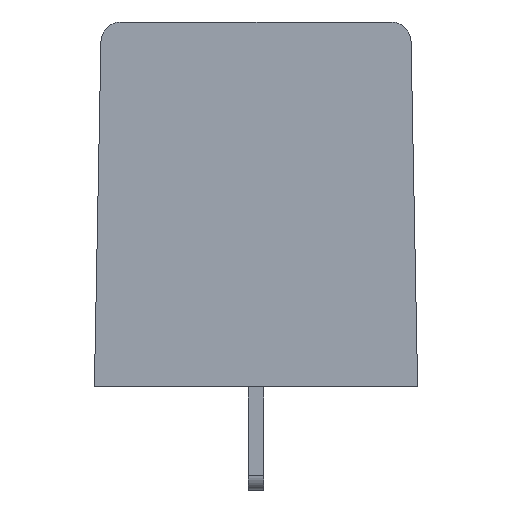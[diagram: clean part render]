
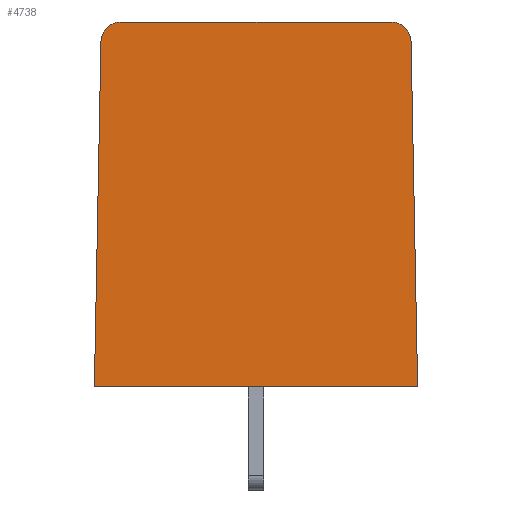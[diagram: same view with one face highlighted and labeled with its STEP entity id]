
A CAD part, left-side view. The second image highlights one B-rep face of the part: STEP entity #4738.
In plain terms, the highlighted planar face has unit normal (-1, 0, 0.011).
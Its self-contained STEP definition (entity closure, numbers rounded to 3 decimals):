
#4738=ADVANCED_FACE('',(#10164),#10166,.T.);
#10164=FACE_BOUND('',#10165,.T.);
#10165=EDGE_LOOP('',(#14690,#14691,#14692,#14693,#14694,#14695));
#10166=PLANE('',#10167);
#10167=AXIS2_PLACEMENT_3D('',#10168,#10169,#10170);
#10168=CARTESIAN_POINT('',(-38.95,8.15,0.));
#10169=DIRECTION('',(-1.,0.,0.011));
#10170=DIRECTION('',(0.,-1.,0.));
#14690=ORIENTED_EDGE('',*,*,#17200,.F.);
#14691=ORIENTED_EDGE('',*,*,#17209,.F.);
#14692=ORIENTED_EDGE('',*,*,#17207,.F.);
#14693=ORIENTED_EDGE('',*,*,#17206,.F.);
#14694=ORIENTED_EDGE('',*,*,#17203,.T.);
#14695=ORIENTED_EDGE('',*,*,#17201,.T.);
#17200=EDGE_CURVE('',#20003,#20001,#20005,.F.);
#17201=EDGE_CURVE('',#20006,#20001,#20007,.T.);
#17203=EDGE_CURVE('',#20009,#20006,#20010,.T.);
#17206=EDGE_CURVE('',#20009,#20012,#20014,.T.);
#17207=EDGE_CURVE('',#20012,#20015,#20016,.T.);
#17209=EDGE_CURVE('',#20015,#20003,#20018,.T.);
#20001=VERTEX_POINT('',#25885);
#20003=VERTEX_POINT('',#25889);
#20005=(BOUNDED_CURVE()B_SPLINE_CURVE(3,
(#25893,#25894,#25895,#25896),
.UNSPECIFIED.,.F.,.F.)B_SPLINE_CURVE_WITH_KNOTS((4,4),
(0.,1.),
.UNSPECIFIED.)CURVE()GEOMETRIC_REPRESENTATION_ITEM()RATIONAL_B_SPLINE_CURVE((1.,
0.809,0.809,1.))REPRESENTATION_ITEM(''));
#20006=VERTEX_POINT('',#25897);
#20007=LINE('',#25898,#25899);
#20009=VERTEX_POINT('',#25904);
#20010=LINE('',#25905,#25906);
#20012=VERTEX_POINT('',#25911);
#20014=LINE('',#25915,#25916);
#20015=VERTEX_POINT('',#25918);
#20016=(BOUNDED_CURVE()B_SPLINE_CURVE(3,
(#25919,#25920,#25921,#25922),
.UNSPECIFIED.,.F.,.F.)B_SPLINE_CURVE_WITH_KNOTS((4,4),
(0.,1.),
.UNSPECIFIED.)CURVE()GEOMETRIC_REPRESENTATION_ITEM()RATIONAL_B_SPLINE_CURVE((1.,
0.809,0.809,1.))REPRESENTATION_ITEM(''));
#20018=LINE('',#25926,#25927);
#25885=CARTESIAN_POINT('',(-38.761,-7.819,17.419));
#25889=CARTESIAN_POINT('',(-38.75,-6.819,18.4));
#25893=CARTESIAN_POINT('',(-38.761,-7.819,17.419));
#25894=CARTESIAN_POINT('',(-38.754,-7.808,17.996));
#25895=CARTESIAN_POINT('',(-38.75,-7.396,18.4));
#25896=CARTESIAN_POINT('',(-38.75,-6.819,18.4));
#25897=CARTESIAN_POINT('',(-38.95,-8.15,0.));
#25898=CARTESIAN_POINT('',(-38.95,-8.15,0.));
#25899=VECTOR('',#25900,1.);
#25900=DIRECTION('',(0.011,0.019,1.));
#25904=CARTESIAN_POINT('',(-38.95,8.15,0.));
#25905=CARTESIAN_POINT('',(-38.95,8.15,0.));
#25906=VECTOR('',#25907,1.);
#25907=DIRECTION('',(0.,-1.,0.));
#25911=CARTESIAN_POINT('',(-38.761,7.819,17.419));
#25915=CARTESIAN_POINT('',(-38.95,8.15,0.));
#25916=VECTOR('',#25917,1.);
#25917=DIRECTION('',(0.011,-0.019,1.));
#25918=CARTESIAN_POINT('',(-38.75,6.819,18.4));
#25919=CARTESIAN_POINT('',(-38.761,7.819,17.419));
#25920=CARTESIAN_POINT('',(-38.754,7.808,17.996));
#25921=CARTESIAN_POINT('',(-38.75,7.396,18.4));
#25922=CARTESIAN_POINT('',(-38.75,6.819,18.4));
#25926=CARTESIAN_POINT('',(-38.75,6.819,18.4));
#25927=VECTOR('',#25928,1.);
#25928=DIRECTION('',(0.,-1.,0.));
